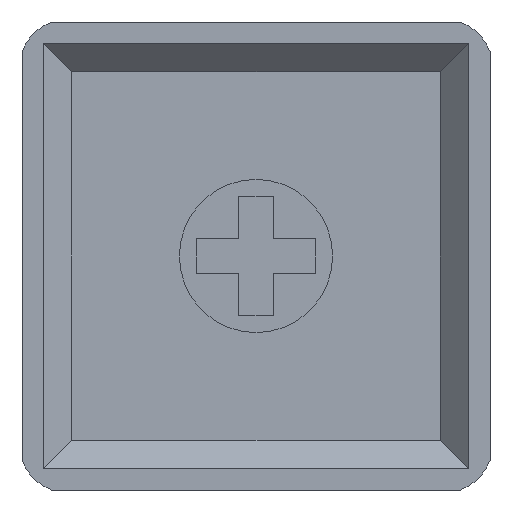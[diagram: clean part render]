
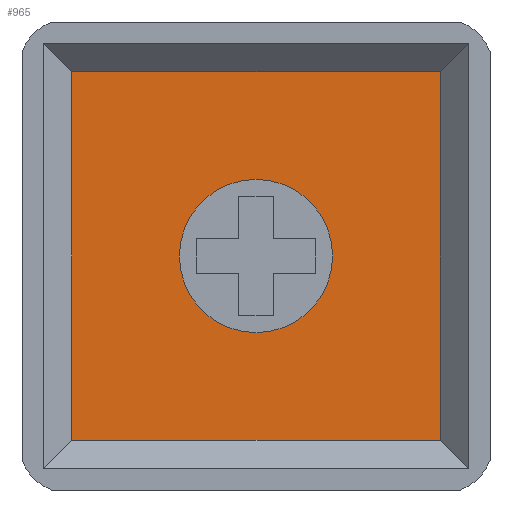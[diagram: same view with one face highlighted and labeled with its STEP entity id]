
A CAD part, front view. The second image highlights one B-rep face of the part: STEP entity #965.
In plain terms, the highlighted planar face has unit normal (0, -1, 0).
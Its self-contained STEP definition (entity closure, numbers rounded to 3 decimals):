
#17=FACE_BOUND('',#346,.T.);
#28=PLANE('',#1022);
#72=CIRCLE('',#1023,2.7);
#109=LINE('',#1988,#187);
#110=LINE('',#1991,#188);
#112=LINE('',#1995,#190);
#113=LINE('',#1996,#191);
#187=VECTOR('',#1149,10.);
#188=VECTOR('',#1152,10.);
#190=VECTOR('',#1156,10.);
#191=VECTOR('',#1157,10.);
#287=FACE_OUTER_BOUND('',#345,.T.);
#345=EDGE_LOOP('',(#829,#830,#831,#832));
#346=EDGE_LOOP('',(#833));
#471=VERTEX_POINT('',#1984);
#472=VERTEX_POINT('',#1986);
#473=VERTEX_POINT('',#1990);
#474=VERTEX_POINT('',#1994);
#475=VERTEX_POINT('',#1997);
#598=EDGE_CURVE('',#472,#471,#109,.T.);
#599=EDGE_CURVE('',#471,#473,#110,.T.);
#601=EDGE_CURVE('',#474,#472,#112,.T.);
#602=EDGE_CURVE('',#473,#474,#113,.T.);
#603=EDGE_CURVE('',#475,#475,#72,.T.);
#829=ORIENTED_EDGE('',*,*,#598,.F.);
#830=ORIENTED_EDGE('',*,*,#601,.F.);
#831=ORIENTED_EDGE('',*,*,#602,.F.);
#832=ORIENTED_EDGE('',*,*,#599,.F.);
#833=ORIENTED_EDGE('',*,*,#603,.F.);
#965=ADVANCED_FACE('',(#287,#17),#28,.F.);
#1022=AXIS2_PLACEMENT_3D('',#1993,#1154,#1155);
#1023=AXIS2_PLACEMENT_3D('',#1998,#1158,#1159);
#1149=DIRECTION('',(1.,0.,0.));
#1152=DIRECTION('',(0.,0.,-1.));
#1154=DIRECTION('center_axis',(0.,1.,0.));
#1155=DIRECTION('ref_axis',(-1.,0.,0.));
#1156=DIRECTION('',(0.,0.,1.));
#1157=DIRECTION('',(-1.,0.,0.));
#1158=DIRECTION('center_axis',(0.,-1.,0.));
#1159=DIRECTION('ref_axis',(1.,0.,0.));
#1984=CARTESIAN_POINT('',(6.5,2.3,6.5));
#1986=CARTESIAN_POINT('',(-6.5,2.3,6.5));
#1988=CARTESIAN_POINT('',(-3.75,2.3,6.5));
#1990=CARTESIAN_POINT('',(6.5,2.3,-6.5));
#1991=CARTESIAN_POINT('',(6.5,2.3,3.75));
#1993=CARTESIAN_POINT('Origin',(0.,2.3,0.));
#1994=CARTESIAN_POINT('',(-6.5,2.3,-6.5));
#1995=CARTESIAN_POINT('',(-6.5,2.3,-3.75));
#1996=CARTESIAN_POINT('',(3.75,2.3,-6.5));
#1997=CARTESIAN_POINT('',(-2.7,2.3,0.));
#1998=CARTESIAN_POINT('Origin',(0.,2.3,0.));
